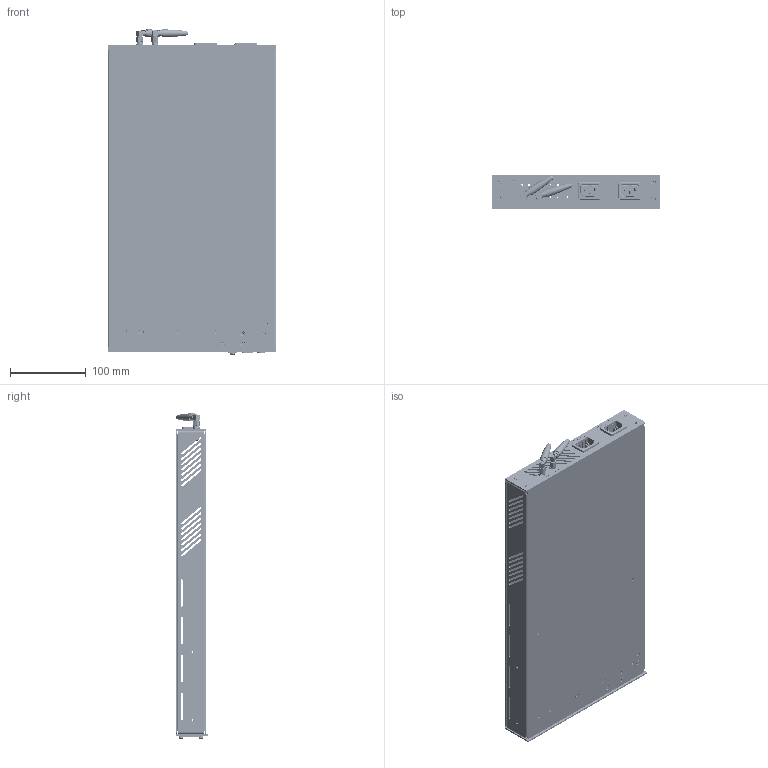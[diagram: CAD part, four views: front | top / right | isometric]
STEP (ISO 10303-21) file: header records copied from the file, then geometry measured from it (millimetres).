
FILE_DESCRIPTION (( 'STEP AP203' ), '1' );
FILE_NAME ('PM-MM-1U.STEP', '2025-07-04T09:11:18', ( '' ), ( '' ), 'SwSTEP 2.0', 'SolidWorks 2022', '' );
FILE_SCHEMA (( 'CONFIG_CONTROL_DESIGN' ));
Products named in the file (1): PM-MM-1U
Bounding box: 222 x 43.3 x 428.7 mm (x, y, z)
Volume: 320985.1 mm3; surface area: 520818.1 mm2
Topology: 112 solids, 112 shells, 9789 faces, 26238 edges, 16972 vertices
Faces by surface type: plane 6486, cylinder 1475, bspline 1124, cone 534, torus 166, sphere 4
Full cylindrical faces by diameter (mm): 2 x2, 2.5 x3, 3 x39, 3.4 x10, 4.2 x56, 5.6 x24, 10.6 x1
Entity records: 394596 total; most frequent: CARTESIAN_POINT 159612, ORIENTED_EDGE 51746, DIRECTION 42807, EDGE_CURVE 25873, VECTOR 17987, LINE 17987, VERTEX_POINT 16913, AXIS2_PLACEMENT_3D 12410
